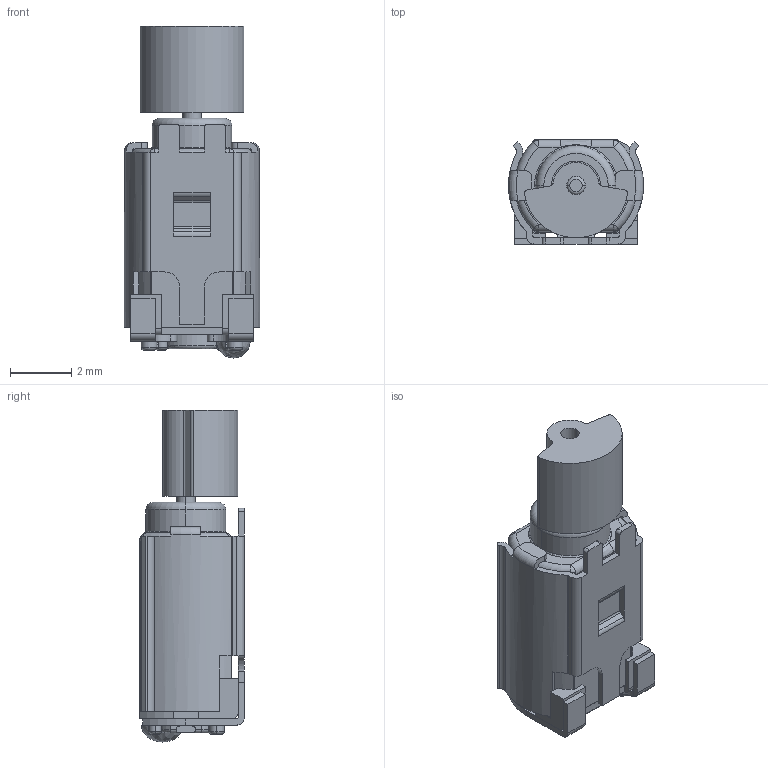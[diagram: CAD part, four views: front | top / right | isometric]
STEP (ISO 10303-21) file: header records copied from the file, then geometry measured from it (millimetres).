
FILE_DESCRIPTION(/* description */ (''),/* implementation_level */ '2;1');
FILE_NAME(/* name */ 'HD-EMB1104-SM-2.ipt.step',/* time_stamp */ '2024-02-07T22:36:25-05:00',/* author */ ('AdminForWorker'),/* organization */ (''),/* preprocessor_version */ 'ST-DEVELOPER v20',/* originating_system */ 'Autodesk Inventor 2024',/* authorisation */ '');
FILE_SCHEMA (('AUTOMOTIVE_DESIGN { 1 0 10303 214 3 1 1 }'));
Length unit declared in the file: millimetre
Products named in the file (1): HD-EMB1104-SM-2
Bounding box: 4.4 x 3.4 x 10.8 mm (x, y, z)
Surface area: 538.9 mm2 (no closed solid volume)
Topology: 0 solids, 657 shells, 657 faces, 3342 edges, 3340 vertices
Faces by surface type: plane 332, cylinder 257, torus 32, cone 21, bspline 11, sphere 4
Entity records: 37209 total; most frequent: CARTESIAN_POINT 9355, DIRECTION 5804, VERTEX_POINT 3340, EDGE_CURVE 3340, ORIENTED_EDGE 3340, LINE 2038, VECTOR 2038, AXIS2_PLACEMENT_3D 1883
